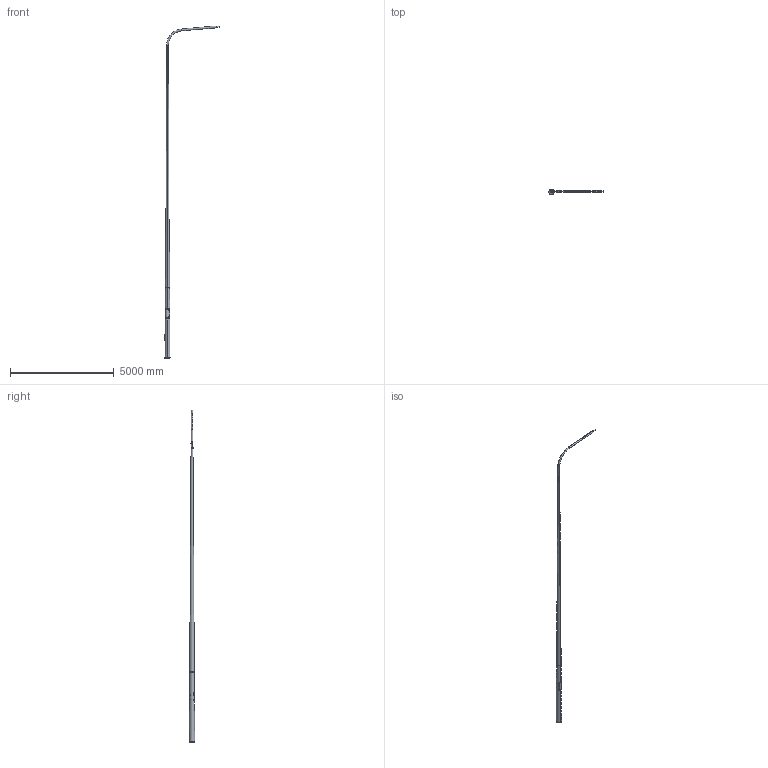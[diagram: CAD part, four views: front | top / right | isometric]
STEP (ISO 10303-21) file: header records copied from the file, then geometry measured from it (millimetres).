
FILE_DESCRIPTION (( 'STEP AP214' ), '1' );
FILE_NAME ('100720KGXS P225C215K 4607881 P-VARTINEN KARTIOPYLVÄS_3D.step', '2022-05-29T18:57:31', ( '' ), ( '' ), 'SwSTEP 2.0', 'SolidWorks 2021', '' );
FILE_SCHEMA (( 'AUTOMOTIVE_DESIGN' ));
Length unit declared in the file: millimetre
Products named in the file (13): socket head cap screw_din_DIN 912 M6 x 16 --- 16N; KYTKENTÄAUKON LATTARAUTA_LATTA 4X20X200; KYTKENTÄAUKON LUUKKU_222-263-3-3400; VARREN NEOPREN-TIIVISTE_D76X4; LATTA 5X16X460 KYTKENTÄAUKON VAHVIKE_C 1; 222-LATVAISET KARTIOAIHIOT_222-263-4-3400; KARTIORUNKO_C215K; KARTIOAIHIO_89-222-3-11100-0KL; PIDÄTINRUUVI DIN 914 - M10_DIN 914 - M10 x 20-N; 100720KGXS P225C215K 4607881 P-VARTINEN KARTIOPYLVÄS_3D; 222-LATVAINEN KARTIOAIHIO_222-263-3-3400; PIDÄTINRUUVI DIN 914 - M10_DIN 914 - M10 x 16-N; P-KARTIOVARSI_P225CK
Assembly tree (21 placements, depth 4):
  100720KGXS P225C215K 4607881 P-VARTINEN KARTIOPYLVÄS_3D
    KARTIORUNKO_C215K
      KARTIOAIHIO_89-222-3-11100-0KL
      222-LATVAINEN KARTIOAIHIO_222-263-3-3400
        222-LATVAISET KARTIOAIHIOT_222-263-4-3400
        KYTKENTÄAUKON LUUKKU_222-263-3-3400
        socket head cap screw_din_DIN 912 M6 x 16 --- 16N  x4
        KYTKENTÄAUKON LATTARAUTA_LATTA 4X20X200  x2
        LATTA 5X16X460 KYTKENTÄAUKON VAHVIKE_C 1  x2
      PIDÄTINRUUVI DIN 914 - M10_DIN 914 - M10 x 16-N  x5
      PIDÄTINRUUVI DIN 914 - M10_DIN 914 - M10 x 20-N
    P-KARTIOVARSI_P225CK
    VARREN NEOPREN-TIIVISTE_D76X4
Bounding box: 2634.29 x 263 x 16031.28 mm (x, y, z)
Volume: 29403970.1 mm3; surface area: 17870072.8 mm2
Topology: 20 solids, 20 shells, 362 faces, 847 edges, 516 vertices
Faces by surface type: plane 158, cylinder 89, cone 67, torus 34, bspline 13, sphere 1
Entity records: 9188 total; most frequent: CARTESIAN_POINT 3566, ORIENTED_EDGE 1024, DIRECTION 999, EDGE_CURVE 512, AXIS2_PLACEMENT_3D 390, VERTEX_POINT 317, EDGE_LOOP 231, LINE 219
